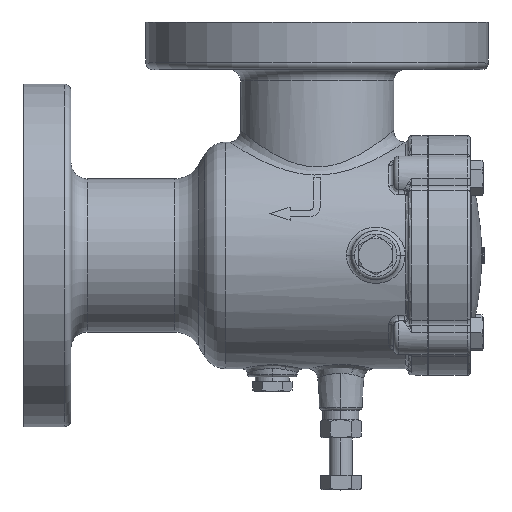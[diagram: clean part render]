
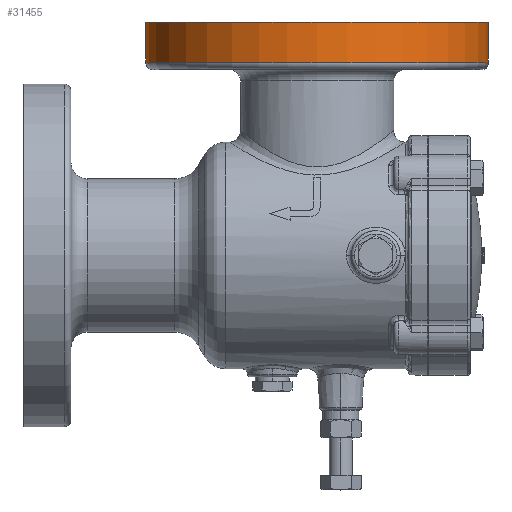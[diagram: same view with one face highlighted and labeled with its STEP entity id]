
A CAD part, top view. The second image highlights one B-rep face of the part: STEP entity #31455.
In plain terms, the highlighted cylindrical face has radius 105 mm (diameter 210 mm), a partial arc.
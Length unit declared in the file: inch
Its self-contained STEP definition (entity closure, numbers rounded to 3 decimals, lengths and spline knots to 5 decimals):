
#302 = ORIENTED_EDGE ( 'NONE', *, *, #21168, .T. ) ;
#526 = CARTESIAN_POINT ( 'NONE',  ( 0., 4.64567, 0. ) ) ;
#1392 = CARTESIAN_POINT ( 'NONE',  ( -4.13386, 5.62992, 0. ) ) ;
#2637 = AXIS2_PLACEMENT_3D ( 'NONE', #40330, #18097, #37504 ) ;
#3011 = VERTEX_POINT ( 'NONE', #9161 ) ;
#3821 = DIRECTION ( 'NONE',  ( -1., 0., 0. ) ) ;
#5815 = CARTESIAN_POINT ( 'NONE',  ( -4.13386, 5.62992, 0. ) ) ;
#9161 = CARTESIAN_POINT ( 'NONE',  ( 4.13386, 5.62992, 0. ) ) ;
#11356 = ORIENTED_EDGE ( 'NONE', *, *, #33539, .F. ) ;
#12692 = VERTEX_POINT ( 'NONE', #15891 ) ;
#14207 = AXIS2_PLACEMENT_3D ( 'NONE', #526, #23128, #3821 ) ;
#15137 = FACE_OUTER_BOUND ( 'NONE', #22018, .T. ) ;
#15682 = LINE ( 'NONE', #1392, #32764 ) ;
#15891 = CARTESIAN_POINT ( 'NONE',  ( 4.13386, 4.64567, 0. ) ) ;
#16382 = CARTESIAN_POINT ( 'NONE',  ( 4.13386, 5.62992, 0. ) ) ;
#18097 = DIRECTION ( 'NONE',  ( 0., 1., 0. ) ) ;
#18686 = VERTEX_POINT ( 'NONE', #5815 ) ;
#18768 = DIRECTION ( 'NONE',  ( 0., 1., 0. ) ) ;
#19646 = CYLINDRICAL_SURFACE ( 'NONE', #2637, 4.13386 ) ;
#20308 = CIRCLE ( 'NONE', #14207, 4.13386 ) ;
#21168 = EDGE_CURVE ( 'NONE', #33166, #12692, #20308, .T. ) ;
#21831 = LINE ( 'NONE', #16382, #37958 ) ;
#22018 = EDGE_LOOP ( 'NONE', ( #302, #39055, #11356, #32741 ) ) ;
#23128 = DIRECTION ( 'NONE',  ( 0., 1., 0. ) ) ;
#24007 = DIRECTION ( 'NONE',  ( 0., 1., 0. ) ) ;
#26029 = AXIS2_PLACEMENT_3D ( 'NONE', #38041, #18768, #41289 ) ;
#26044 = DIRECTION ( 'NONE',  ( 0., 1., 0. ) ) ;
#31380 = EDGE_CURVE ( 'NONE', #33166, #18686, #15682, .T. ) ;
#31455 = ADVANCED_FACE ( 'NONE', ( #15137 ), #19646, .T. ) ;
#32741 = ORIENTED_EDGE ( 'NONE', *, *, #31380, .F. ) ;
#32764 = VECTOR ( 'NONE', #24007, 39.37008 ) ;
#32847 = CARTESIAN_POINT ( 'NONE',  ( -4.13386, 4.64567, 0. ) ) ;
#33166 = VERTEX_POINT ( 'NONE', #32847 ) ;
#33539 = EDGE_CURVE ( 'NONE', #18686, #3011, #39000, .T. ) ;
#37504 = DIRECTION ( 'NONE',  ( -1., 0., 0. ) ) ;
#37958 = VECTOR ( 'NONE', #26044, 39.37008 ) ;
#38041 = CARTESIAN_POINT ( 'NONE',  ( 0., 5.62992, 0. ) ) ;
#39000 = CIRCLE ( 'NONE', #26029, 4.13386 ) ;
#39055 = ORIENTED_EDGE ( 'NONE', *, *, #39214, .T. ) ;
#39214 = EDGE_CURVE ( 'NONE', #12692, #3011, #21831, .T. ) ;
#40330 = CARTESIAN_POINT ( 'NONE',  ( 0., 5.62992, 0. ) ) ;
#41289 = DIRECTION ( 'NONE',  ( -1., 0., 0. ) ) ;
